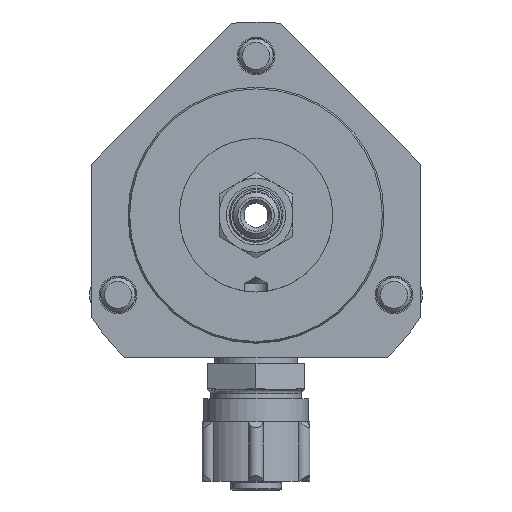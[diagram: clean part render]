
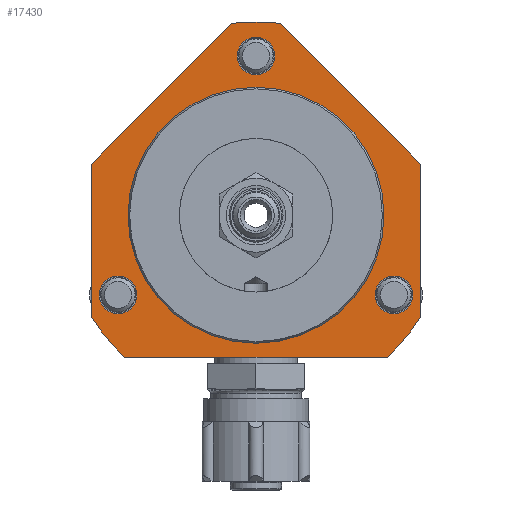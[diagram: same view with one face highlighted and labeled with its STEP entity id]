
A CAD part, left-side view. The second image highlights one B-rep face of the part: STEP entity #17430.
In plain terms, the highlighted planar face has unit normal (-1, 0, 0).
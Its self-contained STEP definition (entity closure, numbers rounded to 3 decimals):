
#17295=CARTESIAN_POINT('',(28.0,29.0,-17.748));
#17296=VERTEX_POINT('',#17295);
#17304=CARTESIAN_POINT('',(28.0,23.043,-25.0));
#17305=VERTEX_POINT('',#17304);
#17312=CARTESIAN_POINT('',(28.,0.,0.));
#17313=DIRECTION('',(1.0,0.0,0.0));
#17314=DIRECTION('',(0.0,1.0,0.0));
#17315=AXIS2_PLACEMENT_3D('',#17312,#17313,#17314);
#17316=CIRCLE('',#17315,34.);
#17317=EDGE_CURVE('',#17305,#17296,#17316,.T.);
#17322=CARTESIAN_POINT('',(28.0,28.25,0.));
#17323=DIRECTION('',(-1.0,0.0,0.0));
#17324=DIRECTION('',(0.0,0.0,1.0));
#17325=AXIS2_PLACEMENT_3D('',#17322,#17323,#17324);
#17326=PLANE('',#17325);
#17327=CARTESIAN_POINT('',(28.0,29.,9.));
#17328=VERTEX_POINT('',#17327);
#17329=CARTESIAN_POINT('',(28.0,29.,9.));
#17330=DIRECTION('',(0.0,0.0,-1.0));
#17331=VECTOR('',#17330,26.748);
#17332=LINE('',#17329,#17331);
#17333=EDGE_CURVE('',#17328,#17296,#17332,.T.);
#17334=ORIENTED_EDGE('',*,*,#17333,.T.);
#17335=ORIENTED_EDGE('',*,*,#17317,.F.);
#17336=CARTESIAN_POINT('',(28.,-23.043,-25.0));
#17337=VERTEX_POINT('',#17336);
#17338=CARTESIAN_POINT('',(28.0,23.043,-25.0));
#17339=DIRECTION('',(0.0,-1.0,0.0));
#17340=VECTOR('',#17339,46.087);
#17341=LINE('',#17338,#17340);
#17342=EDGE_CURVE('',#17305,#17337,#17341,.T.);
#17343=ORIENTED_EDGE('',*,*,#17342,.T.);
#17344=CARTESIAN_POINT('',(28.,-29.,-17.748));
#17345=VERTEX_POINT('',#17344);
#17346=CARTESIAN_POINT('',(28.,0.,0.));
#17347=DIRECTION('',(1.0,0.0,0.0));
#17348=DIRECTION('',(0.0,1.0,0.0));
#17349=AXIS2_PLACEMENT_3D('',#17346,#17347,#17348);
#17350=CIRCLE('',#17349,34.);
#17351=EDGE_CURVE('',#17345,#17337,#17350,.T.);
#17352=ORIENTED_EDGE('',*,*,#17351,.F.);
#17353=CARTESIAN_POINT('',(28.,-29.,9.));
#17354=VERTEX_POINT('',#17353);
#17355=CARTESIAN_POINT('',(28.,-29.,-17.748));
#17356=DIRECTION('',(0.0,0.0,1.0));
#17357=VECTOR('',#17356,26.748);
#17358=LINE('',#17355,#17357);
#17359=EDGE_CURVE('',#17345,#17354,#17358,.T.);
#17360=ORIENTED_EDGE('',*,*,#17359,.T.);
#17361=CARTESIAN_POINT('',(28.,-4.269,33.731));
#17362=VERTEX_POINT('',#17361);
#17363=CARTESIAN_POINT('',(28.,-29.,9.));
#17364=DIRECTION('',(0.,0.707,0.707));
#17365=VECTOR('',#17364,34.975);
#17366=LINE('',#17363,#17365);
#17367=EDGE_CURVE('',#17354,#17362,#17366,.T.);
#17368=ORIENTED_EDGE('',*,*,#17367,.T.);
#17369=CARTESIAN_POINT('',(28.,4.269,33.731));
#17370=VERTEX_POINT('',#17369);
#17371=CARTESIAN_POINT('',(28.,0.,0.));
#17372=DIRECTION('',(1.0,0.0,0.0));
#17373=DIRECTION('',(0.0,1.0,0.0));
#17374=AXIS2_PLACEMENT_3D('',#17371,#17372,#17373);
#17375=CIRCLE('',#17374,34.);
#17376=EDGE_CURVE('',#17370,#17362,#17375,.T.);
#17377=ORIENTED_EDGE('',*,*,#17376,.F.);
#17378=CARTESIAN_POINT('',(28.,4.269,33.731));
#17379=DIRECTION('',(0.,0.707,-0.707));
#17380=VECTOR('',#17379,34.975);
#17381=LINE('',#17378,#17380);
#17382=EDGE_CURVE('',#17370,#17328,#17381,.T.);
#17383=ORIENTED_EDGE('',*,*,#17382,.T.);
#17384=EDGE_LOOP('',(#17334,#17335,#17343,#17352,#17360,#17368,#17377,#17383));
#17385=FACE_OUTER_BOUND('',#17384,.T.);
#17386=CARTESIAN_POINT('',(28.0,24.249,-17.3));
#17387=VERTEX_POINT('',#17386);
#17388=CARTESIAN_POINT('',(28.0,24.249,-14.));
#17389=DIRECTION('',(1.0,0.0,0.0));
#17390=DIRECTION('',(0.0,0.0,1.0));
#17391=AXIS2_PLACEMENT_3D('',#17388,#17389,#17390);
#17392=CIRCLE('',#17391,3.3);
#17393=EDGE_CURVE('',#17387,#17387,#17392,.T.);
#17394=ORIENTED_EDGE('',*,*,#17393,.T.);
#17395=EDGE_LOOP('',(#17394));
#17396=FACE_BOUND('',#17395,.T.);
#17397=CARTESIAN_POINT('',(28.,-24.249,-17.3));
#17398=VERTEX_POINT('',#17397);
#17399=CARTESIAN_POINT('',(28.,-24.249,-14.));
#17400=DIRECTION('',(1.0,0.0,0.0));
#17401=DIRECTION('',(0.0,0.0,1.0));
#17402=AXIS2_PLACEMENT_3D('',#17399,#17400,#17401);
#17403=CIRCLE('',#17402,3.3);
#17404=EDGE_CURVE('',#17398,#17398,#17403,.T.);
#17405=ORIENTED_EDGE('',*,*,#17404,.T.);
#17406=EDGE_LOOP('',(#17405));
#17407=FACE_BOUND('',#17406,.T.);
#17408=CARTESIAN_POINT('',(28.,0.,24.7));
#17409=VERTEX_POINT('',#17408);
#17410=CARTESIAN_POINT('',(28.,0.,28.));
#17411=DIRECTION('',(1.0,0.0,0.0));
#17412=DIRECTION('',(0.0,0.0,1.0));
#17413=AXIS2_PLACEMENT_3D('',#17410,#17411,#17412);
#17414=CIRCLE('',#17413,3.3);
#17415=EDGE_CURVE('',#17409,#17409,#17414,.T.);
#17416=ORIENTED_EDGE('',*,*,#17415,.T.);
#17417=EDGE_LOOP('',(#17416));
#17418=FACE_BOUND('',#17417,.T.);
#17419=CARTESIAN_POINT('',(28.0,22.5,0.));
#17420=VERTEX_POINT('',#17419);
#17421=CARTESIAN_POINT('',(28.,0.,0.));
#17422=DIRECTION('',(1.0,0.0,0.0));
#17423=DIRECTION('',(0.0,1.0,0.0));
#17424=AXIS2_PLACEMENT_3D('',#17421,#17422,#17423);
#17425=CIRCLE('',#17424,22.5);
#17426=EDGE_CURVE('',#17420,#17420,#17425,.T.);
#17427=ORIENTED_EDGE('',*,*,#17426,.T.);
#17428=EDGE_LOOP('',(#17427));
#17429=FACE_BOUND('',#17428,.T.);
#17430=ADVANCED_FACE('',(#17385,#17396,#17407,#17418,#17429),#17326,.T.);
